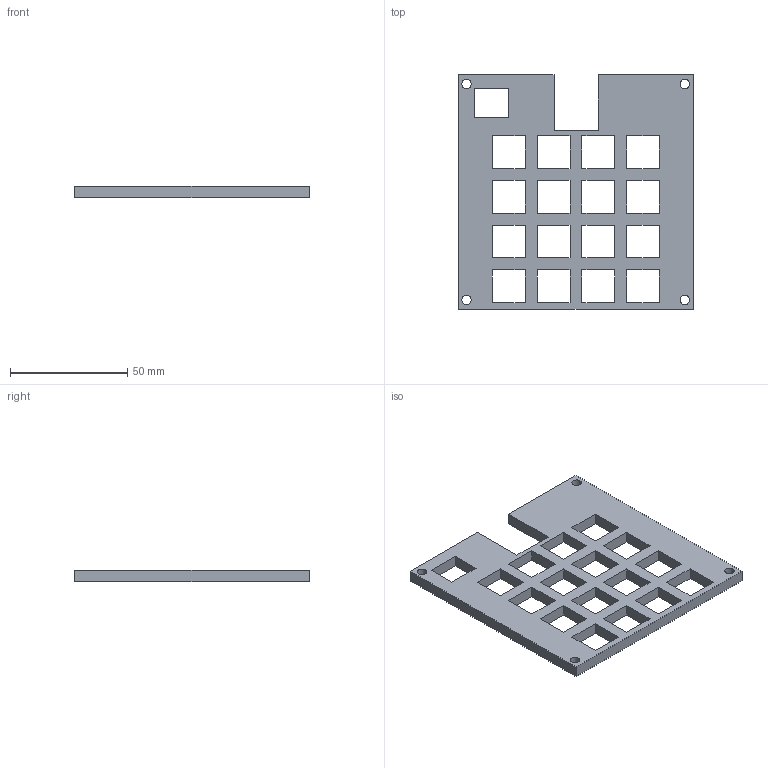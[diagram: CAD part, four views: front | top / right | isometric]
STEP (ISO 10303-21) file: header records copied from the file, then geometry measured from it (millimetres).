
FILE_DESCRIPTION(('HOOPS Exchange Step'),'2;1');
FILE_NAME('temp_export','2025-02-16T20:49:42+01:00',('EmreKadir'),('Shapr3D Limited'),'HOOPS Exchange 2024.8','Shapr3D','Authorized');
FILE_SCHEMA( ('AP242_MANAGED_MODEL_BASED_3D_ENGINEERING_MIM_LF {1 0 10303 442 1 1 4}') );
Length unit declared in the file: millimetre
Products named in the file (1): root
Bounding box: 100 x 100 x 5 mm (x, y, z)
Volume: 29345.9 mm3; surface area: 20725.7 mm2
Topology: 1 solids, 1 shells, 162 faces, 440 edges, 296 vertices
Faces by surface type: plane 158, cylinder 4
Full cylindrical faces by diameter (mm): 4 x4
Entity records: 5144 total; most frequent: CARTESIAN_POINT 900, ORIENTED_EDGE 880, DIRECTION 784, EDGE_CURVE 440, VECTOR 424, LINE 424, VERTEX_POINT 296, EDGE_LOOP 220
